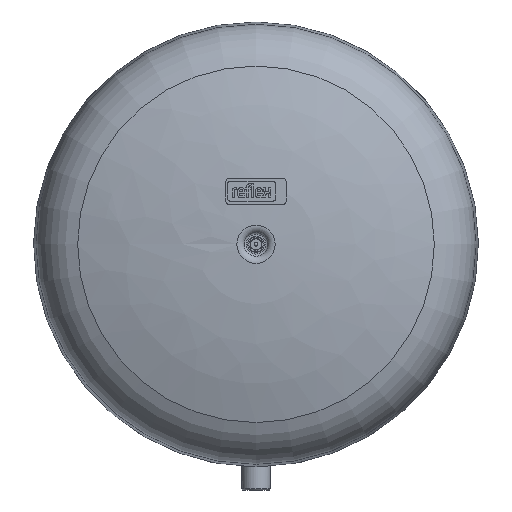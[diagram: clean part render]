
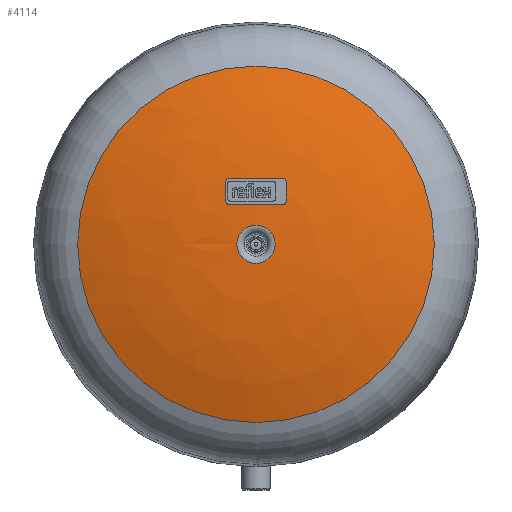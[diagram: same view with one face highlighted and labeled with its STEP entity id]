
A CAD part, front view. The second image highlights one B-rep face of the part: STEP entity #4114.
In plain terms, the highlighted free-form (B-spline) face has degree [2, 2] with [3, 9] control points.
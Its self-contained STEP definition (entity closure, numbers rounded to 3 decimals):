
#18=(
BOUNDED_CURVE()
B_SPLINE_CURVE(2,(#6508,#6509,#6510),.UNSPECIFIED.,.F.,.F.)
B_SPLINE_CURVE_WITH_KNOTS((3,3),(-1.569,-1.258),
 .UNSPECIFIED.)
CURVE()
GEOMETRIC_REPRESENTATION_ITEM()
RATIONAL_B_SPLINE_CURVE((1.,0.988,1.))
REPRESENTATION_ITEM($)
);
#20=(
BOUNDED_SURFACE()
B_SPLINE_SURFACE(2,2,((#6477,#6478,#6479,#6480,#6481,#6482,#6483,#6484,
#6485),(#6486,#6487,#6488,#6489,#6490,#6491,#6492,#6493,#6494),(#6495,#6496,
#6497,#6498,#6499,#6500,#6501,#6502,#6503)),.UNSPECIFIED.,.F.,.T.,.F.)
B_SPLINE_SURFACE_WITH_KNOTS((3,3),(3,2,2,2,3),(1.258,1.569),
(-3.142,-1.571,0.,1.571,3.142),
 .UNSPECIFIED.)
GEOMETRIC_REPRESENTATION_ITEM()
RATIONAL_B_SPLINE_SURFACE(((1.,0.707,1.,0.707,1.,
0.707,1.,0.707,1.),(0.988,0.699,
0.988,0.699,0.988,0.699,0.988,
0.699,0.988),(1.,0.707,1.,0.707,
1.,0.707,1.,0.707,1.)))
REPRESENTATION_ITEM($)
SURFACE()
);
#277=FACE_OUTER_BOUND($,#540,.T.);
#540=EDGE_LOOP($,(#2994,#2995,#2996,#2997,#2998,#2999));
#1562=CIRCLE($,#4434,164.009);
#1563=CIRCLE($,#4435,164.009);
#1564=CIRCLE($,#4436,17.581);
#1565=CIRCLE($,#4437,17.581);
#1816=VERTEX_POINT($,#6473);
#1817=VERTEX_POINT($,#6474);
#1818=VERTEX_POINT($,#6504);
#1819=VERTEX_POINT($,#6505);
#2269=EDGE_CURVE($,#1816,#1817,#1562,.T.);
#2270=EDGE_CURVE($,#1817,#1816,#1563,.T.);
#2271=EDGE_CURVE($,#1818,#1819,#1564,.T.);
#2272=EDGE_CURVE($,#1819,#1818,#1565,.T.);
#2273=EDGE_CURVE($,#1819,#1817,#18,.T.);
#2994=ORIENTED_EDGE($,*,*,#2271,.F.);
#2995=ORIENTED_EDGE($,*,*,#2272,.F.);
#2996=ORIENTED_EDGE($,*,*,#2273,.T.);
#2997=ORIENTED_EDGE($,*,*,#2270,.T.);
#2998=ORIENTED_EDGE($,*,*,#2269,.T.);
#2999=ORIENTED_EDGE($,*,*,#2273,.F.);
#4114=ADVANCED_FACE($,(#277),#20,.F.);
#4434=AXIS2_PLACEMENT_3D($,#6475,#5087,#5088);
#4435=AXIS2_PLACEMENT_3D($,#6476,#5089,#5090);
#4436=AXIS2_PLACEMENT_3D($,#6506,#5091,#5092);
#4437=AXIS2_PLACEMENT_3D($,#6507,#5093,#5094);
#5087=DIRECTION('center_axis',(0.,-1.,0.));
#5088=DIRECTION('ref_axis',(1.,0.,0.));
#5089=DIRECTION('center_axis',(0.,-1.,0.));
#5090=DIRECTION('ref_axis',(1.,0.,0.));
#5091=DIRECTION('center_axis',(0.,-1.,0.));
#5092=DIRECTION('ref_axis',(1.,0.,0.));
#5093=DIRECTION('center_axis',(0.,-1.,0.));
#5094=DIRECTION('ref_axis',(1.,0.,0.));
#6473=CARTESIAN_POINT('',(0.,-122.666,390.009));
#6474=CARTESIAN_POINT('',(-164.009,-122.666,226.));
#6475=CARTESIAN_POINT('Origin',(0.,-122.666,
226.));
#6476=CARTESIAN_POINT('Origin',(0.,-122.666,
226.));
#6477=CARTESIAN_POINT('Ctrl Pts',(-164.009,-122.666,226.));
#6478=CARTESIAN_POINT('Ctrl Pts',(-164.009,-122.666,61.991));
#6479=CARTESIAN_POINT('Ctrl Pts',(0.,-122.666,
61.991));
#6480=CARTESIAN_POINT('Ctrl Pts',(164.009,-122.666,61.991));
#6481=CARTESIAN_POINT('Ctrl Pts',(164.009,-122.666,226.));
#6482=CARTESIAN_POINT('Ctrl Pts',(164.009,-122.666,390.009));
#6483=CARTESIAN_POINT('Ctrl Pts',(0.,-122.666,
390.009));
#6484=CARTESIAN_POINT('Ctrl Pts',(-164.009,-122.666,390.009));
#6485=CARTESIAN_POINT('Ctrl Pts',(-164.009,-122.666,226.));
#6486=CARTESIAN_POINT('Ctrl Pts',(-92.62,-145.787,226.));
#6487=CARTESIAN_POINT('Ctrl Pts',(-92.62,-145.787,133.38));
#6488=CARTESIAN_POINT('Ctrl Pts',(0.,-145.787,
133.38));
#6489=CARTESIAN_POINT('Ctrl Pts',(92.62,-145.787,133.38));
#6490=CARTESIAN_POINT('Ctrl Pts',(92.62,-145.787,226.));
#6491=CARTESIAN_POINT('Ctrl Pts',(92.62,-145.787,318.62));
#6492=CARTESIAN_POINT('Ctrl Pts',(0.,-145.787,
318.62));
#6493=CARTESIAN_POINT('Ctrl Pts',(-92.62,-145.787,318.62));
#6494=CARTESIAN_POINT('Ctrl Pts',(-92.62,-145.787,226.));
#6495=CARTESIAN_POINT('Ctrl Pts',(-17.581,-145.929,226.));
#6496=CARTESIAN_POINT('Ctrl Pts',(-17.581,-145.929,208.419));
#6497=CARTESIAN_POINT('Ctrl Pts',(0.,-145.929,
208.419));
#6498=CARTESIAN_POINT('Ctrl Pts',(17.581,-145.929,208.419));
#6499=CARTESIAN_POINT('Ctrl Pts',(17.581,-145.929,226.));
#6500=CARTESIAN_POINT('Ctrl Pts',(17.581,-145.929,243.581));
#6501=CARTESIAN_POINT('Ctrl Pts',(0.,-145.929,
243.581));
#6502=CARTESIAN_POINT('Ctrl Pts',(-17.581,-145.929,243.581));
#6503=CARTESIAN_POINT('Ctrl Pts',(-17.581,-145.929,226.));
#6504=CARTESIAN_POINT('',(0.,-145.929,243.581));
#6505=CARTESIAN_POINT('',(-17.581,-145.929,226.));
#6506=CARTESIAN_POINT('Origin',(0.,-145.929,
226.));
#6507=CARTESIAN_POINT('Origin',(0.,-145.929,
226.));
#6508=CARTESIAN_POINT('Ctrl Pts',(-17.581,-145.929,226.));
#6509=CARTESIAN_POINT('Ctrl Pts',(-92.62,-145.787,226.));
#6510=CARTESIAN_POINT('Ctrl Pts',(-164.009,-122.666,226.));
